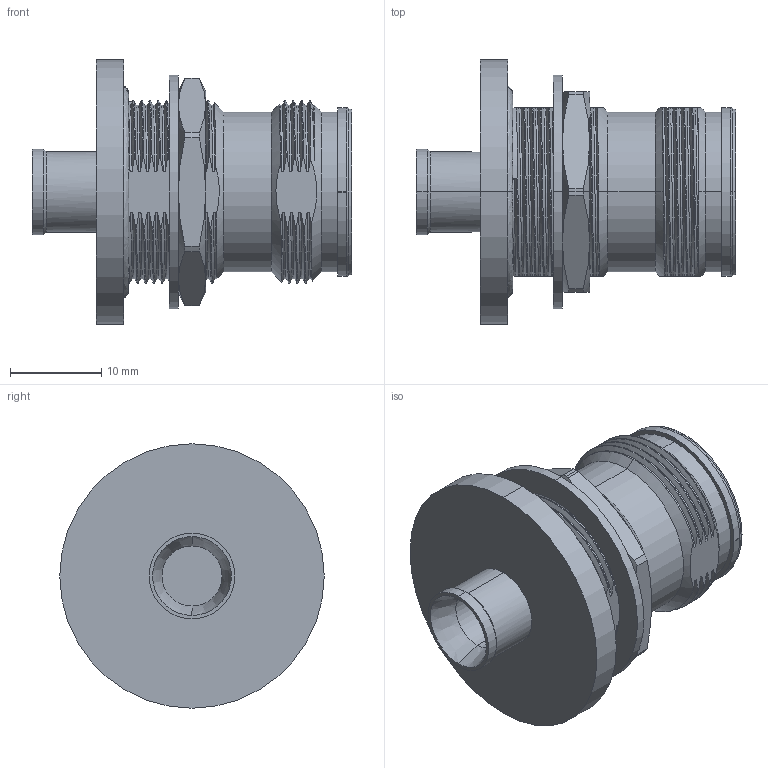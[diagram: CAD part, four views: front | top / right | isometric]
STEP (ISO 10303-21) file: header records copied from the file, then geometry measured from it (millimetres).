
FILE_DESCRIPTION (( 'STEP AP203' ), '1' );
FILE_NAME ('3190-6455(TC-250-4310F-BH-LP).STEP', '2020-09-24T01:04:53', ( '' ), ( '' ), 'SwSTEP 2.0', 'SolidWorks 2018', '' );
FILE_SCHEMA (( 'CONFIG_CONTROL_DESIGN' ));
Length unit declared in the file: millimetre
Products named in the file (1): 3190-6455(TC-250-4310F-BH-LP)
Bounding box: 35 x 29 x 29 mm (x, y, z)
Volume: 7517 mm3; surface area: 6320.2 mm2
Topology: 1 solids, 2 shells, 383 faces, 1078 edges, 691 vertices
Faces by surface type: bspline 144, plane 105, cylinder 74, cone 60
Entity records: 60466 total; most frequent: CARTESIAN_POINT 52079, ORIENTED_EDGE 2148, DIRECTION 1291, EDGE_CURVE 1074, VERTEX_POINT 691, AXIS2_PLACEMENT_3D 501, EDGE_LOOP 397, ADVANCED_FACE 383
